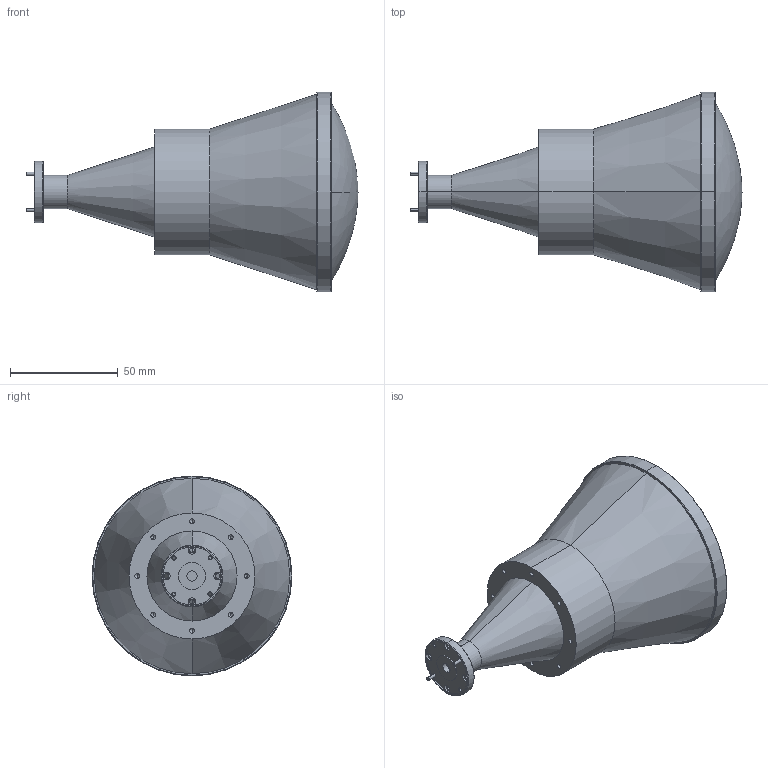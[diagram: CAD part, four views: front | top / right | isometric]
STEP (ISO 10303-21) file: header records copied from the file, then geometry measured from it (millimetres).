
FILE_DESCRIPTION (( 'STEP AP203' ), '1' );
FILE_NAME ('SAL-4036033005-188-S1.STEP', '2024-05-23T01:05:15', ( '' ), ( '' ), 'SwSTEP 2.0', 'SolidWorks 2021', '' );
FILE_SCHEMA (( 'CONFIG_CONTROL_DESIGN' ));
Length unit declared in the file: inch
Products named in the file (1): SAL-4036033005-188-S1
Bounding box: 154.06 x 92.71 x 92.71 mm (x, y, z)
Volume: 399755.4 mm3; surface area: 50705.2 mm2
Topology: 12 solids, 12 shells, 657 faces, 1786 edges, 1151 vertices
Faces by surface type: cylinder 280, cone 180, plane 171, bspline 26
Entity records: 33065 total; most frequent: CARTESIAN_POINT 17909, ORIENTED_EDGE 3504, DIRECTION 2804, EDGE_CURVE 1752, VERTEX_POINT 1151, AXIS2_PLACEMENT_3D 1078, EDGE_LOOP 721, ADVANCED_FACE 657
